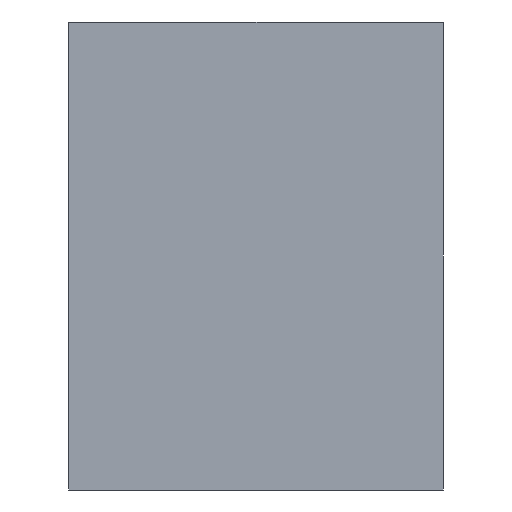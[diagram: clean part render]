
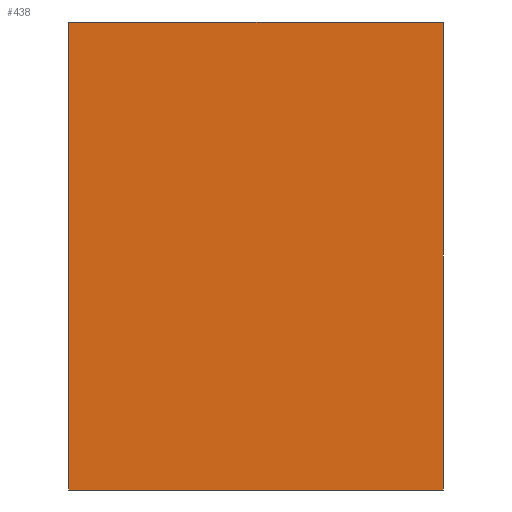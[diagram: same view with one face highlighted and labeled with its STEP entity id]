
A CAD part, left-side view. The second image highlights one B-rep face of the part: STEP entity #438.
In plain terms, the highlighted planar face has unit normal (-1, 0, 0).
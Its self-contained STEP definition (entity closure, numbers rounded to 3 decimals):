
#35=PLANE('',#502);
#64=FACE_OUTER_BOUND('',#96,.T.);
#96=EDGE_LOOP('',(#381,#382,#383,#384));
#122=LINE('',#718,#154);
#127=LINE('',#729,#159);
#133=LINE('',#748,#165);
#136=LINE('',#753,#168);
#154=VECTOR('',#594,10.);
#159=VECTOR('',#603,10.);
#165=VECTOR('',#623,10.);
#168=VECTOR('',#630,10.);
#209=VERTEX_POINT('',#703);
#216=VERTEX_POINT('',#716);
#219=VERTEX_POINT('',#726);
#220=VERTEX_POINT('',#728);
#266=EDGE_CURVE('',#216,#209,#122,.T.);
#271=EDGE_CURVE('',#220,#219,#127,.T.);
#281=EDGE_CURVE('',#219,#209,#133,.T.);
#284=EDGE_CURVE('',#220,#216,#136,.T.);
#381=ORIENTED_EDGE('',*,*,#281,.T.);
#382=ORIENTED_EDGE('',*,*,#266,.F.);
#383=ORIENTED_EDGE('',*,*,#284,.F.);
#384=ORIENTED_EDGE('',*,*,#271,.T.);
#438=ADVANCED_FACE('',(#64),#35,.T.);
#502=AXIS2_PLACEMENT_3D('',#752,#628,#629);
#594=DIRECTION('',(0.,-1.,0.));
#603=DIRECTION('',(0.,-1.,0.));
#623=DIRECTION('',(0.,0.,1.));
#628=DIRECTION('center_axis',(-1.,0.,0.));
#629=DIRECTION('ref_axis',(0.,-1.,0.));
#630=DIRECTION('',(0.,0.,1.));
#703=CARTESIAN_POINT('',(0.,45.,12.5));
#716=CARTESIAN_POINT('',(0.,55.,12.5));
#718=CARTESIAN_POINT('',(0.,65.,12.5));
#726=CARTESIAN_POINT('',(0.,45.,0.));
#728=CARTESIAN_POINT('',(0.,55.,0.));
#729=CARTESIAN_POINT('',(0.,65.,0.));
#748=CARTESIAN_POINT('',(0.,45.,3.125));
#752=CARTESIAN_POINT('Origin',(0.,65.,0.));
#753=CARTESIAN_POINT('',(0.,55.,3.125));
